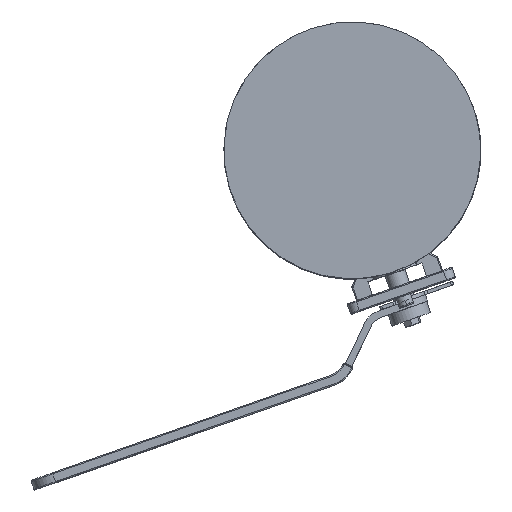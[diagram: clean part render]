
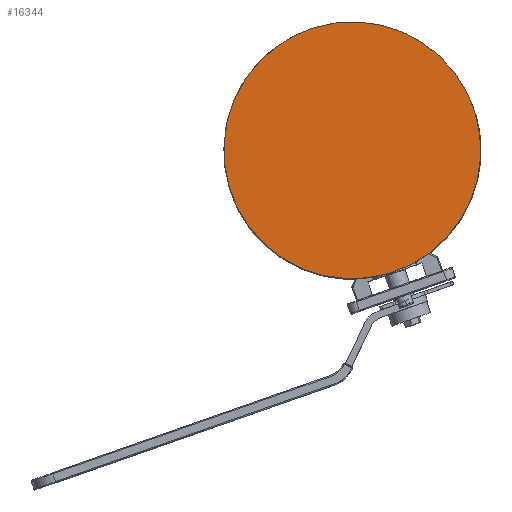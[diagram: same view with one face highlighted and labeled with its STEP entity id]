
A CAD part, top view. The second image highlights one B-rep face of the part: STEP entity #16344.
In plain terms, the highlighted planar face has unit normal (0, 0, 1).
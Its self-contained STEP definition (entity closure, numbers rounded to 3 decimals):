
#3238 = CARTESIAN_POINT ( 'NONE',  ( -40.271, 129.721, 312.672 ) ) ;
#7702 = DIRECTION ( 'NONE',  ( 0., 0., -1. ) ) ;
#8313 = EDGE_CURVE ( 'NONE', #87340, #87340, #74160, .T. ) ;
#16344 = ADVANCED_FACE ( 'NONE', ( #76280 ), #16758, .T. ) ;
#16758 = PLANE ( 'NONE',  #76363 ) ;
#23303 = EDGE_LOOP ( 'NONE', ( #45082 ) ) ;
#45082 = ORIENTED_EDGE ( 'NONE', *, *, #8313, .F. ) ;
#51905 = CARTESIAN_POINT ( 'NONE',  ( -41.995, 98.869, 312.672 ) ) ;
#60056 = CARTESIAN_POINT ( 'NONE',  ( -46.408, 19.893, 312.672 ) ) ;
#60718 = DIRECTION ( 'NONE',  ( -0.056, -0.998, 0. ) ) ;
#68888 = DIRECTION ( 'NONE',  ( 0.056, 0.998, 0. ) ) ;
#74160 = CIRCLE ( 'NONE', #105862, 110. ) ;
#76280 = FACE_OUTER_BOUND ( 'NONE', #23303, .T. ) ;
#76363 = AXIS2_PLACEMENT_3D ( 'NONE', #51905, #113200, #60718 ) ;
#87340 = VERTEX_POINT ( 'NONE', #3238 ) ;
#105862 = AXIS2_PLACEMENT_3D ( 'NONE', #60056, #7702, #68888 ) ;
#113200 = DIRECTION ( 'NONE',  ( 0., 0., 1. ) ) ;
